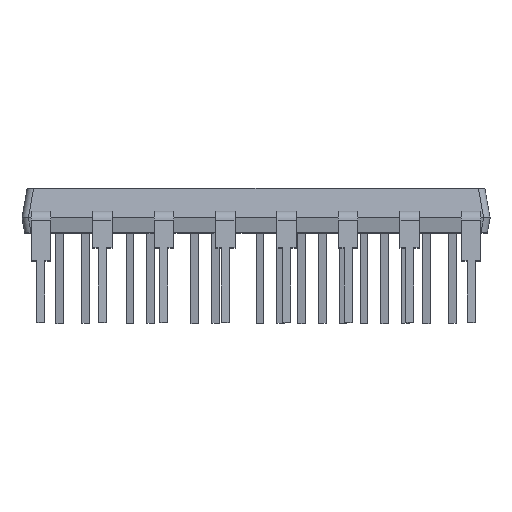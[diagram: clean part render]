
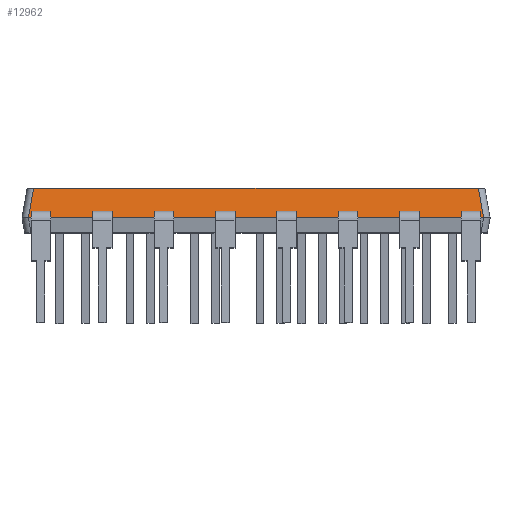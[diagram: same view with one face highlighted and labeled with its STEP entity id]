
A CAD part, top view. The second image highlights one B-rep face of the part: STEP entity #12962.
In plain terms, the highlighted planar face has unit normal (0, 0.174, 0.985).
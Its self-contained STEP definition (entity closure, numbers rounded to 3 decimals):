
#8 = CARTESIAN_POINT ( 'NONE',  ( 17.508, 3.35, 10.5 ) ) ;
#302 = DIRECTION ( 'NONE',  ( -0.171, 0.97, -0.171 ) ) ;
#1651 = VERTEX_POINT ( 'NONE', #7154 ) ;
#1854 = CARTESIAN_POINT ( 'NONE',  ( -17.111, 5.6, 10.103 ) ) ;
#2443 = LINE ( 'NONE', #6005, #8621 ) ;
#3140 = CARTESIAN_POINT ( 'NONE',  ( -18., 5.6, 10.103 ) ) ;
#3306 = VERTEX_POINT ( 'NONE', #13368 ) ;
#4150 = VECTOR ( 'NONE', #4899, 1000. ) ;
#4899 = DIRECTION ( 'NONE',  ( -0.171, -0.97, 0.171 ) ) ;
#5003 = EDGE_CURVE ( 'NONE', #8997, #3306, #14181, .T. ) ;
#5120 = ORIENTED_EDGE ( 'NONE', *, *, #6515, .F. ) ;
#6005 = CARTESIAN_POINT ( 'NONE',  ( 16.468, 9.244, 9.461 ) ) ;
#6031 = ORIENTED_EDGE ( 'NONE', *, *, #6223, .T. ) ;
#6223 = EDGE_CURVE ( 'NONE', #3306, #10862, #10226, .T. ) ;
#6248 = ORIENTED_EDGE ( 'NONE', *, *, #5003, .T. ) ;
#6327 = EDGE_LOOP ( 'NONE', ( #5120, #6248, #6031, #11213 ) ) ;
#6515 = EDGE_CURVE ( 'NONE', #8997, #1651, #14572, .T. ) ;
#6621 = CARTESIAN_POINT ( 'NONE',  ( -18., 3.35, 10.5 ) ) ;
#7019 = DIRECTION ( 'NONE',  ( 1., 0., 0. ) ) ;
#7154 = CARTESIAN_POINT ( 'NONE',  ( 17.111, 5.6, 10.103 ) ) ;
#7464 = VECTOR ( 'NONE', #7019, 1000. ) ;
#7731 = PLANE ( 'NONE',  #10112 ) ;
#8621 = VECTOR ( 'NONE', #302, 1000. ) ;
#8997 = VERTEX_POINT ( 'NONE', #1854 ) ;
#9769 = EDGE_CURVE ( 'NONE', #10862, #1651, #2443, .T. ) ;
#10112 = AXIS2_PLACEMENT_3D ( 'NONE', #6621, #12275, #12061 ) ;
#10226 = LINE ( 'NONE', #13805, #7464 ) ;
#10862 = VERTEX_POINT ( 'NONE', #8 ) ;
#11213 = ORIENTED_EDGE ( 'NONE', *, *, #9769, .T. ) ;
#11504 = DIRECTION ( 'NONE',  ( 1., 0., 0. ) ) ;
#11516 = VECTOR ( 'NONE', #11504, 1000. ) ;
#11732 = CARTESIAN_POINT ( 'NONE',  ( -17.522, 3.268, 10.514 ) ) ;
#12061 = DIRECTION ( 'NONE',  ( 0., -0.985, 0.174 ) ) ;
#12275 = DIRECTION ( 'NONE',  ( 0., -0.174, -0.985 ) ) ;
#12347 = FACE_OUTER_BOUND ( 'NONE', #6327, .T. ) ;
#12962 = ADVANCED_FACE ( 'NONE', ( #12347 ), #7731, .F. ) ;
#13368 = CARTESIAN_POINT ( 'NONE',  ( -17.508, 3.35, 10.5 ) ) ;
#13805 = CARTESIAN_POINT ( 'NONE',  ( -18., 3.35, 10.5 ) ) ;
#14181 = LINE ( 'NONE', #11732, #4150 ) ;
#14572 = LINE ( 'NONE', #3140, #11516 ) ;
